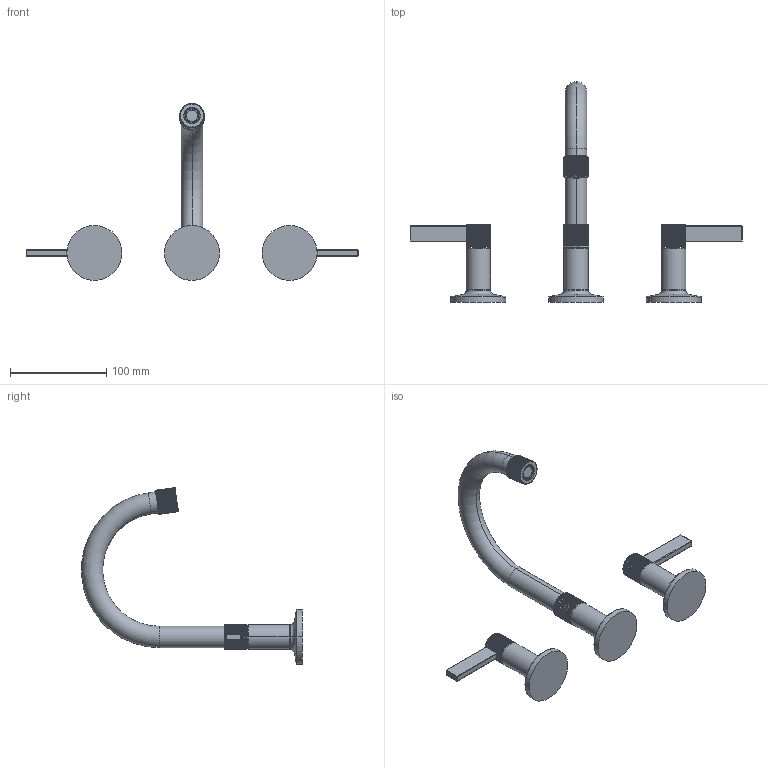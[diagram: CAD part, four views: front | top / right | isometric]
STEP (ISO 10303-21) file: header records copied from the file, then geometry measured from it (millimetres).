
FILE_DESCRIPTION((''),'2;1');
FILE_NAME('3230C','2024-03-14T10:43:17',('rsmith'),(''),'CREO PARAMETRIC BY PTC INC, 2023134','CREO PARAMETRIC BY PTC INC, 2023134','');
FILE_SCHEMA(('CONFIG_CONTROL_DESIGN'));
Length unit declared in the file: inch
Products named in the file (1): 3230C
Bounding box: 345.44 x 229.76 x 183.99 mm (x, y, z)
Volume: 300844.5 mm3; surface area: 70130.8 mm2
Topology: 3 solids, 3 shells, 1029 faces, 2889 edges, 1879 vertices
Faces by surface type: plane 593, cylinder 360, torus 44, sphere 16, cone 10, bspline 6
Entity records: 40290 total; most frequent: CARTESIAN_POINT 14853, ORIENTED_EDGE 5778, DIRECTION 4808, EDGE_CURVE 2889, VERTEX_POINT 1879, AXIS2_PLACEMENT_3D 1834, VECTOR 1140, LINE 1140
